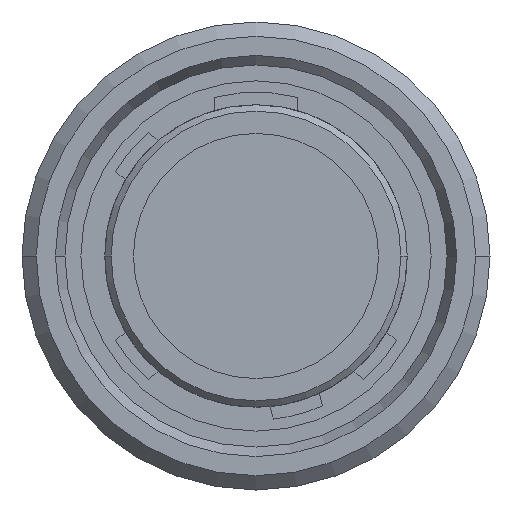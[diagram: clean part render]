
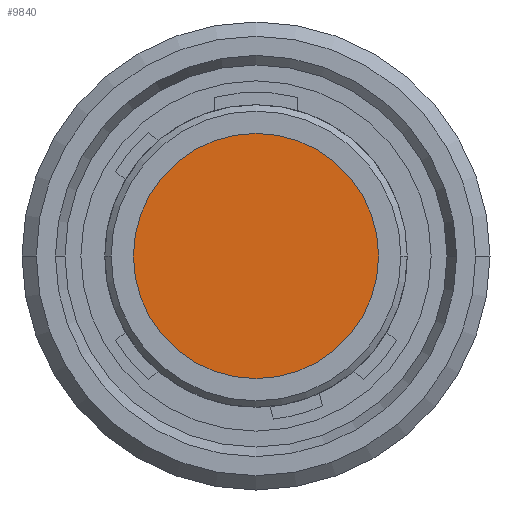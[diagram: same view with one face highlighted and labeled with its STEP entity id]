
A CAD part, front view. The second image highlights one B-rep face of the part: STEP entity #9840.
In plain terms, the highlighted planar face has unit normal (0, -1, 0).
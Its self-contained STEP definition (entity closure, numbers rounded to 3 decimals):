
#9640=CARTESIAN_POINT('',(3.,0.8,0.));
#9650=DIRECTION('',(-0.,-1.,-0.));
#9660=DIRECTION('',(-1.,0.,0.));
#9670=AXIS2_PLACEMENT_3D('',#9640,#9650,#9660);
#9680=PLANE('',#9670);
#9690=CARTESIAN_POINT('',(0.,0.8,0.));
#9700=DIRECTION('',(0.,-1.,0.));
#9710=DIRECTION('',(1.,0.,0.));
#9720=AXIS2_PLACEMENT_3D('',#9690,#9700,#9710);
#9730=CIRCLE('',#9720,3.85);
#9740=CARTESIAN_POINT('',(3.85,0.8,0.));
#9750=VERTEX_POINT('',#9740);
#9760=CARTESIAN_POINT('',(-3.85,0.8,0.));
#9770=VERTEX_POINT('',#9760);
#9780=EDGE_CURVE('',#9750,#9770,#9730,.T.);
#9790=ORIENTED_EDGE('',*,*,#9780,.T.);
#9800=EDGE_CURVE('',#9770,#9750,#9730,.T.);
#9810=ORIENTED_EDGE('',*,*,#9800,.T.);
#9820=EDGE_LOOP('',(#9810,#9790));
#9830=FACE_OUTER_BOUND('',#9820,.T.);
#9840=ADVANCED_FACE('',(#9830),#9680,.T.);
